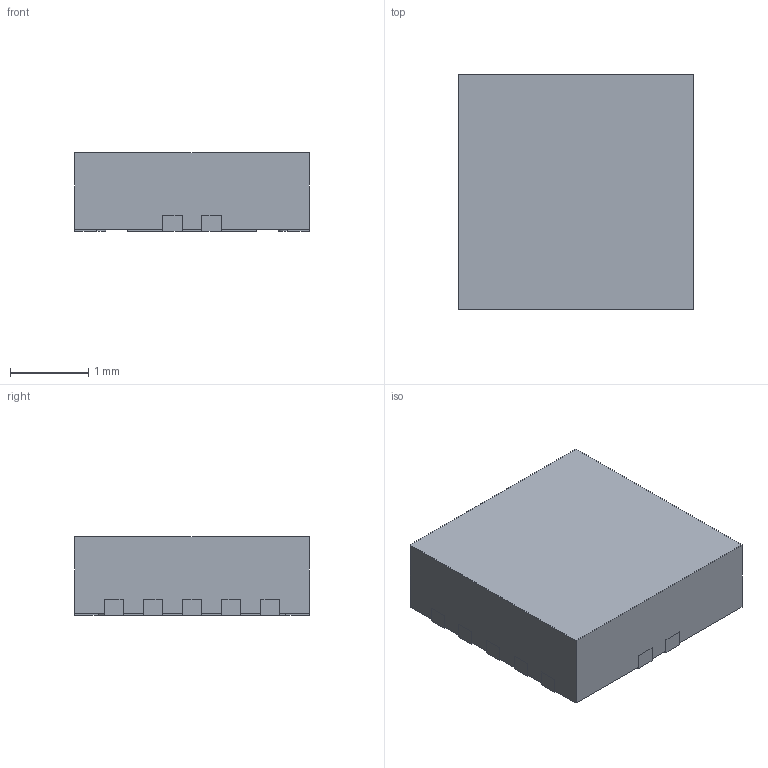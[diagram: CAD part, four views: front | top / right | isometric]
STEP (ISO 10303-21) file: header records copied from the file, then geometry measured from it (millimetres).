
FILE_DESCRIPTION((''),'2;1');
FILE_NAME('DRC0010J_ASM','2018-07-10T13:26:44',('a0412086'),(''),'CREO PARAMETRIC BY PTC INC, 2018020','CREO PARAMETRIC BY PTC INC, 2018020','');
FILE_SCHEMA(('AUTOMOTIVE_DESIGN { 1 0 10303 214 1 1 1 1 }'));
Length unit declared in the file: millimetre
Products named in the file (3): BODY-SON; FRAME-DRC0010J; DRC0010J_ASM
Assembly tree (2 placements, depth 2):
  DRC0010J_ASM
    BODY-SON
    FRAME-DRC0010J
Bounding box: 3 x 3 x 1 mm (x, y, z)
Volume: 8.9 mm3; surface area: 51.3 mm2
Topology: 12 solids, 12 shells, 174 faces, 450 edges, 300 vertices
Faces by surface type: plane 154, cylinder 20
Entity records: 7094 total; most frequent: CARTESIAN_POINT 963, ORIENTED_EDGE 900, DIRECTION 887, PRESENTATION_STYLE_ASSIGNMENT 477, STYLED_ITEM 463, CURVE_STYLE 450, EDGE_CURVE 450, VECTOR 410
